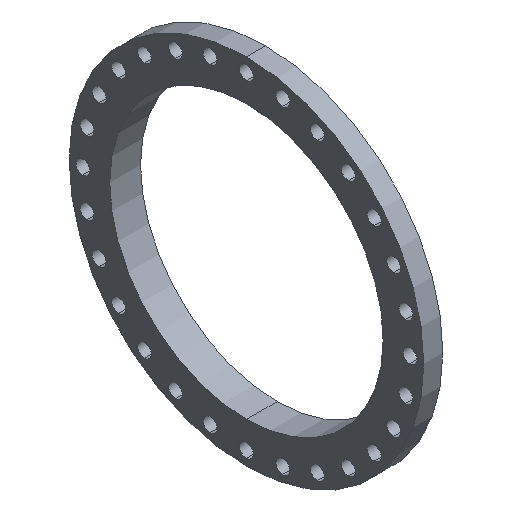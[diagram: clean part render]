
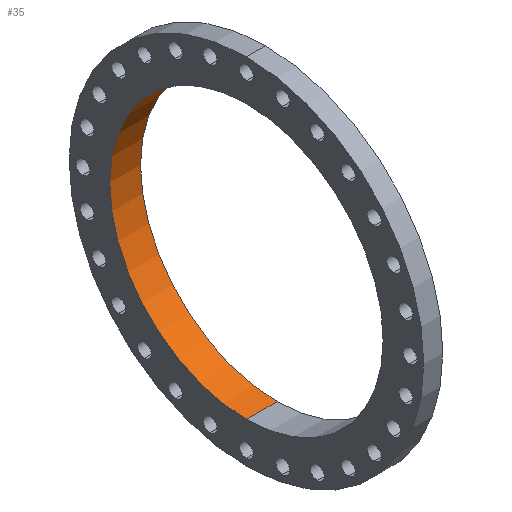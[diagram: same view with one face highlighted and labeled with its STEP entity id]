
A CAD part, isometric view. The second image highlights one B-rep face of the part: STEP entity #35.
In plain terms, the highlighted cylindrical face has radius 408.781 mm (diameter 817.562 mm), a partial arc.
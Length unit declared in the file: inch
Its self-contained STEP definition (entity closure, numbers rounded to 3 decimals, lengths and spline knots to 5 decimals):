
#35 = ADVANCED_FACE ( 'NONE', ( #851 ), #1613, .F. ) ;
#82 = ORIENTED_EDGE ( 'NONE', *, *, #1449, .F. ) ;
#114 = CARTESIAN_POINT ( 'NONE',  ( -0.13764, 0., -16.09375 ) ) ;
#173 = CARTESIAN_POINT ( 'NONE',  ( -0.13764, 0., 16.09375 ) ) ;
#316 = DIRECTION ( 'NONE',  ( -1., 0., 0. ) ) ;
#373 = ORIENTED_EDGE ( 'NONE', *, *, #1417, .T. ) ;
#399 = CIRCLE ( 'NONE', #1789, 16.09375 ) ;
#403 = DIRECTION ( 'NONE',  ( 0., 0., 1. ) ) ;
#404 = LINE ( 'NONE', #2318, #2174 ) ;
#411 = VERTEX_POINT ( 'NONE', #173 ) ;
#621 = DIRECTION ( 'NONE',  ( -1., 0., 0. ) ) ;
#648 = DIRECTION ( 'NONE',  ( -1., 0., 0. ) ) ;
#699 = DIRECTION ( 'NONE',  ( 0., 0., 1. ) ) ;
#711 = CARTESIAN_POINT ( 'NONE',  ( -0.13764, 0., 0. ) ) ;
#814 = CARTESIAN_POINT ( 'NONE',  ( 0., 0., 0. ) ) ;
#851 = FACE_OUTER_BOUND ( 'NONE', #1946, .T. ) ;
#1123 = ORIENTED_EDGE ( 'NONE', *, *, #2194, .T. ) ;
#1151 = VECTOR ( 'NONE', #1433, 39.37008 ) ;
#1235 = CARTESIAN_POINT ( 'NONE',  ( 0., 0., -16.09375 ) ) ;
#1241 = ORIENTED_EDGE ( 'NONE', *, *, #2031, .F. ) ;
#1414 = VERTEX_POINT ( 'NONE', #1420 ) ;
#1417 = EDGE_CURVE ( 'NONE', #1501, #411, #404, .T. ) ;
#1420 = CARTESIAN_POINT ( 'NONE',  ( 3.48736, 0., -16.09375 ) ) ;
#1433 = DIRECTION ( 'NONE',  ( -1., 0., 0. ) ) ;
#1449 = EDGE_CURVE ( 'NONE', #1501, #1414, #1667, .T. ) ;
#1470 = DIRECTION ( 'NONE',  ( 0., 0., 1. ) ) ;
#1501 = VERTEX_POINT ( 'NONE', #1625 ) ;
#1533 = AXIS2_PLACEMENT_3D ( 'NONE', #814, #648, #403 ) ;
#1613 = CYLINDRICAL_SURFACE ( 'NONE', #1533, 16.09375 ) ;
#1625 = CARTESIAN_POINT ( 'NONE',  ( 3.48736, 0., 16.09375 ) ) ;
#1667 = CIRCLE ( 'NONE', #2132, 16.09375 ) ;
#1789 = AXIS2_PLACEMENT_3D ( 'NONE', #711, #2379, #1470 ) ;
#1946 = EDGE_LOOP ( 'NONE', ( #1241, #82, #373, #1123 ) ) ;
#1998 = LINE ( 'NONE', #1235, #1151 ) ;
#2031 = EDGE_CURVE ( 'NONE', #1414, #2328, #1998, .T. ) ;
#2132 = AXIS2_PLACEMENT_3D ( 'NONE', #2369, #316, #699 ) ;
#2174 = VECTOR ( 'NONE', #621, 39.37008 ) ;
#2194 = EDGE_CURVE ( 'NONE', #411, #2328, #399, .T. ) ;
#2318 = CARTESIAN_POINT ( 'NONE',  ( 0., 0., 16.09375 ) ) ;
#2328 = VERTEX_POINT ( 'NONE', #114 ) ;
#2369 = CARTESIAN_POINT ( 'NONE',  ( 3.48736, 0., 0. ) ) ;
#2379 = DIRECTION ( 'NONE',  ( -1., 0., 0. ) ) ;
